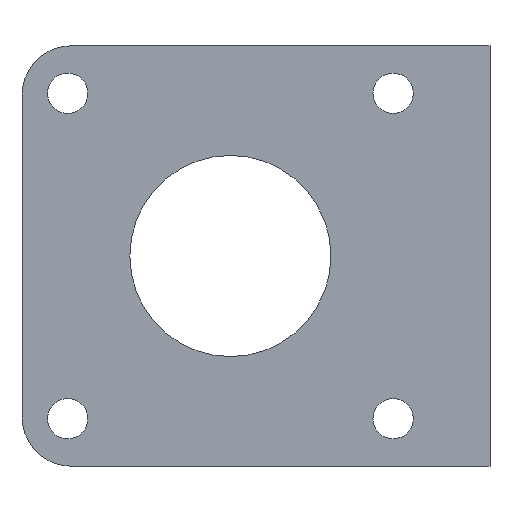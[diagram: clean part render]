
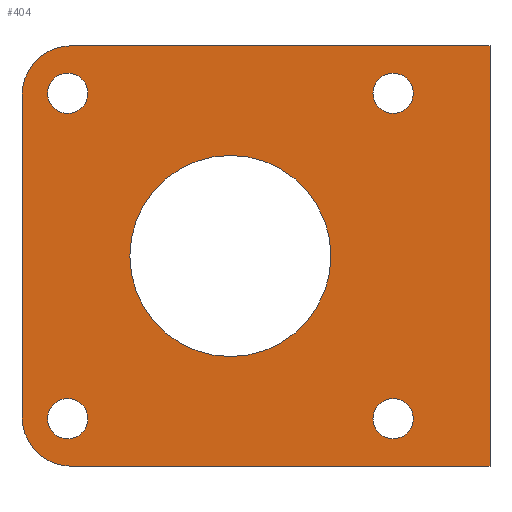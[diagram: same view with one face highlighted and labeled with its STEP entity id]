
A CAD part, left-side view. The second image highlights one B-rep face of the part: STEP entity #404.
In plain terms, the highlighted planar face has unit normal (-1, 0, 0).
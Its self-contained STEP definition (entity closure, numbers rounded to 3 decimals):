
#220=CARTESIAN_POINT('',(-12.,102.5,57.5));
#221=VERTEX_POINT('',#220);
#228=CARTESIAN_POINT('',(-12.,-12.,57.5));
#229=VERTEX_POINT('',#228);
#230=CARTESIAN_POINT('',(-12.,-12.,57.5));
#231=DIRECTION('',(0.0,1.0,0.0));
#232=VECTOR('',#231,114.5);
#233=LINE('',#230,#232);
#234=EDGE_CURVE('',#229,#221,#233,.T.);
#250=CARTESIAN_POINT('',(-12.,102.5,-57.5));
#251=VERTEX_POINT('',#250);
#252=CARTESIAN_POINT('',(-12.,116.,-44.));
#253=VERTEX_POINT('',#252);
#254=CARTESIAN_POINT('',(-12.,102.5,-44.));
#255=DIRECTION('',(1.0,0.0,0.0));
#256=DIRECTION('',(0.0,0.707,-0.707));
#257=AXIS2_PLACEMENT_3D('',#254,#255,#256);
#258=CIRCLE('',#257,13.5);
#259=EDGE_CURVE('',#251,#253,#258,.T.);
#293=CARTESIAN_POINT('',(-12.,116.,44.));
#294=VERTEX_POINT('',#293);
#295=CARTESIAN_POINT('',(-12.,116.,44.));
#296=DIRECTION('',(0.0,0.0,-1.0));
#297=VECTOR('',#296,88.);
#298=LINE('',#295,#297);
#299=EDGE_CURVE('',#294,#253,#298,.T.);
#318=CARTESIAN_POINT('',(-12.,-12.,0.0));
#319=DIRECTION('',(-1.0,0.0,0.0));
#320=DIRECTION('',(0.0,0.0,1.0));
#321=AXIS2_PLACEMENT_3D('',#318,#319,#320);
#322=PLANE('',#321);
#323=ORIENTED_EDGE('',*,*,#259,.F.);
#324=CARTESIAN_POINT('',(-12.,-12.,-57.5));
#325=VERTEX_POINT('',#324);
#326=CARTESIAN_POINT('',(-12.,102.5,-57.5));
#327=DIRECTION('',(0.0,-1.0,0.0));
#328=VECTOR('',#327,114.5);
#329=LINE('',#326,#328);
#330=EDGE_CURVE('',#251,#325,#329,.T.);
#331=ORIENTED_EDGE('',*,*,#330,.T.);
#332=CARTESIAN_POINT('',(-12.,-12.,-57.5));
#333=DIRECTION('',(0.0,0.0,1.0));
#334=VECTOR('',#333,115.0);
#335=LINE('',#332,#334);
#336=EDGE_CURVE('',#325,#229,#335,.T.);
#337=ORIENTED_EDGE('',*,*,#336,.T.);
#338=ORIENTED_EDGE('',*,*,#234,.T.);
#339=CARTESIAN_POINT('',(-12.,102.5,44.));
#340=DIRECTION('',(1.0,0.0,0.0));
#341=DIRECTION('',(0.0,0.707,0.707));
#342=AXIS2_PLACEMENT_3D('',#339,#340,#341);
#343=CIRCLE('',#342,13.5);
#344=EDGE_CURVE('',#294,#221,#343,.T.);
#345=ORIENTED_EDGE('',*,*,#344,.F.);
#346=ORIENTED_EDGE('',*,*,#299,.T.);
#347=EDGE_LOOP('',(#323,#331,#337,#338,#345,#346));
#348=FACE_OUTER_BOUND('',#347,.T.);
#349=CARTESIAN_POINT('',(-12.,14.5,50.0));
#350=VERTEX_POINT('',#349);
#351=CARTESIAN_POINT('',(-12.,14.5,44.5));
#352=DIRECTION('',(1.0,0.0,0.0));
#353=DIRECTION('',(0.0,0.0,-1.0));
#354=AXIS2_PLACEMENT_3D('',#351,#352,#353);
#355=CIRCLE('',#354,5.5);
#356=EDGE_CURVE('',#350,#350,#355,.T.);
#357=ORIENTED_EDGE('',*,*,#356,.T.);
#358=EDGE_LOOP('',(#357));
#359=FACE_BOUND('',#358,.T.);
#360=CARTESIAN_POINT('',(-12.,103.5,50.0));
#361=VERTEX_POINT('',#360);
#362=CARTESIAN_POINT('',(-12.,103.5,44.5));
#363=DIRECTION('',(1.0,0.0,0.0));
#364=DIRECTION('',(0.0,0.0,-1.0));
#365=AXIS2_PLACEMENT_3D('',#362,#363,#364);
#366=CIRCLE('',#365,5.5);
#367=EDGE_CURVE('',#361,#361,#366,.T.);
#368=ORIENTED_EDGE('',*,*,#367,.T.);
#369=EDGE_LOOP('',(#368));
#370=FACE_BOUND('',#369,.T.);
#371=CARTESIAN_POINT('',(-12.,103.5,-39.));
#372=VERTEX_POINT('',#371);
#373=CARTESIAN_POINT('',(-12.,103.5,-44.5));
#374=DIRECTION('',(1.0,0.0,0.0));
#375=DIRECTION('',(0.0,0.0,-1.0));
#376=AXIS2_PLACEMENT_3D('',#373,#374,#375);
#377=CIRCLE('',#376,5.5);
#378=EDGE_CURVE('',#372,#372,#377,.T.);
#379=ORIENTED_EDGE('',*,*,#378,.T.);
#380=EDGE_LOOP('',(#379));
#381=FACE_BOUND('',#380,.T.);
#382=CARTESIAN_POINT('',(-12.,14.5,-39.));
#383=VERTEX_POINT('',#382);
#384=CARTESIAN_POINT('',(-12.,14.5,-44.5));
#385=DIRECTION('',(1.0,0.0,0.0));
#386=DIRECTION('',(0.0,0.0,-1.0));
#387=AXIS2_PLACEMENT_3D('',#384,#385,#386);
#388=CIRCLE('',#387,5.5);
#389=EDGE_CURVE('',#383,#383,#388,.T.);
#390=ORIENTED_EDGE('',*,*,#389,.T.);
#391=EDGE_LOOP('',(#390));
#392=FACE_BOUND('',#391,.T.);
#393=CARTESIAN_POINT('',(-12.,59.0,-27.5));
#394=VERTEX_POINT('',#393);
#395=CARTESIAN_POINT('',(-12.,59.0,0.0));
#396=DIRECTION('',(1.0,0.0,0.0));
#397=DIRECTION('',(0.0,0.0,1.0));
#398=AXIS2_PLACEMENT_3D('',#395,#396,#397);
#399=CIRCLE('',#398,27.5);
#400=EDGE_CURVE('',#394,#394,#399,.T.);
#401=ORIENTED_EDGE('',*,*,#400,.T.);
#402=EDGE_LOOP('',(#401));
#403=FACE_BOUND('',#402,.T.);
#404=ADVANCED_FACE('',(#348,#359,#370,#381,#392,#403),#322,.T.);
